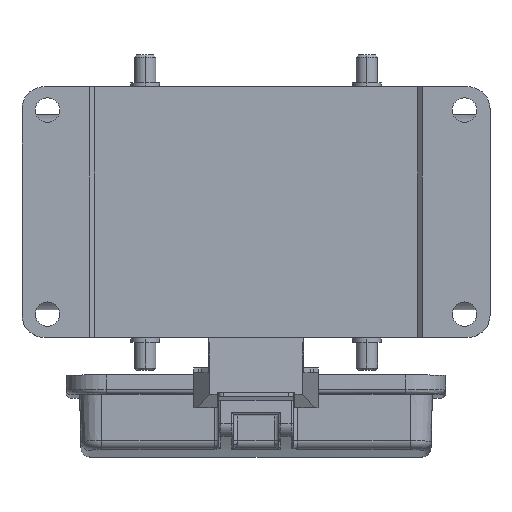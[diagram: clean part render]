
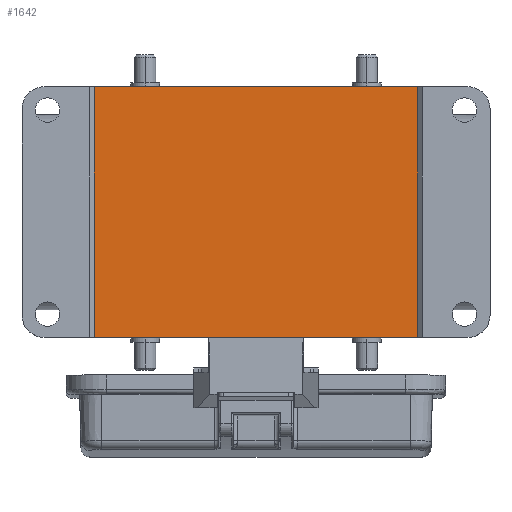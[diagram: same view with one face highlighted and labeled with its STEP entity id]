
A CAD part, top view. The second image highlights one B-rep face of the part: STEP entity #1642.
In plain terms, the highlighted planar face has unit normal (0, 0, 1).
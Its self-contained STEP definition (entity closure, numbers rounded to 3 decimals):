
#585=FACE_OUTER_BOUND('',#2864,.T.);
#1642=ADVANCED_FACE('NONE',(#585),#2137,.F.);
#2137=PLANE('',#11096);
#2864=EDGE_LOOP('',(#4265,#4266,#4267,#4268));
#4265=ORIENTED_EDGE('',*,*,#8041,.F.);
#4266=ORIENTED_EDGE('',*,*,#8042,.F.);
#4267=ORIENTED_EDGE('',*,*,#8011,.F.);
#4268=ORIENTED_EDGE('',*,*,#8043,.F.);
#6826=VERTEX_POINT('',#16823);
#6827=VERTEX_POINT('',#16825);
#6851=VERTEX_POINT('',#16890);
#6852=VERTEX_POINT('',#16891);
#8011=EDGE_CURVE('NONE',#6826,#6827,#9310,.T.);
#8041=EDGE_CURVE('NONE',#6851,#6852,#9325,.T.);
#8042=EDGE_CURVE('NONE',#6827,#6851,#9326,.T.);
#8043=EDGE_CURVE('NONE',#6852,#6826,#9327,.T.);
#9310=LINE('',#16824,#10153);
#9325=LINE('',#16889,#10168);
#9326=LINE('',#16892,#10169);
#9327=LINE('',#16893,#10170);
#10153=VECTOR('',#12678,1.);
#10168=VECTOR('',#12733,1.);
#10169=VECTOR('',#12734,1.);
#10170=VECTOR('',#12735,1.);
#11096=AXIS2_PLACEMENT_3D('',#16894,#12736,#12737);
#12678=DIRECTION('',(1.,0.,0.));
#12733=DIRECTION('',(-1.,0.,0.));
#12734=DIRECTION('',(0.,-1.,0.));
#12735=DIRECTION('',(0.,1.,0.));
#12736=DIRECTION('',(0.,0.,-1.));
#12737=DIRECTION('',(-1.,0.,0.));
#16823=CARTESIAN_POINT('',(-36.5,28.25,-1.));
#16824=CARTESIAN_POINT('',(0.,28.25,-1.));
#16825=CARTESIAN_POINT('',(36.5,28.25,-1.));
#16889=CARTESIAN_POINT('',(-36.5,-28.25,-1.));
#16890=CARTESIAN_POINT('',(36.5,-28.25,-1.));
#16891=CARTESIAN_POINT('',(-36.5,-28.25,-1.));
#16892=CARTESIAN_POINT('',(36.5,-28.,-1.));
#16893=CARTESIAN_POINT('',(-36.5,-28.,-1.));
#16894=CARTESIAN_POINT('',(-36.5,-28.,-1.));
